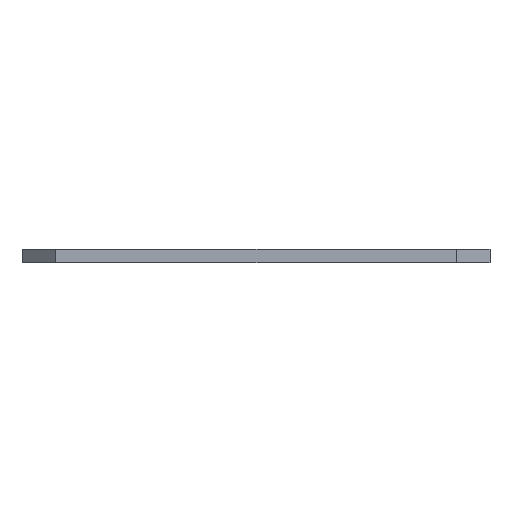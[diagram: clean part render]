
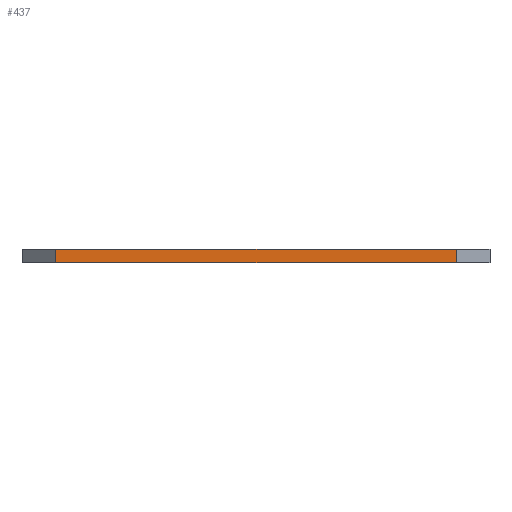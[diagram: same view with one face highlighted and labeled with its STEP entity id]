
A CAD part, front view. The second image highlights one B-rep face of the part: STEP entity #437.
In plain terms, the highlighted planar face has unit normal (0, -1, 0).
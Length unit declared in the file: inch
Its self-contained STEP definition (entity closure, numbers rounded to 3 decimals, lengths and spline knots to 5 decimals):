
#4 = CARTESIAN_POINT ( 'NONE',  ( 1.49, -0.5, 0.04921 ) ) ;
#19 = LINE ( 'NONE', #452, #943 ) ;
#90 = AXIS2_PLACEMENT_3D ( 'NONE', #267, #789, #152 ) ;
#146 = VERTEX_POINT ( 'NONE', #1319 ) ;
#152 = DIRECTION ( 'NONE',  ( 1., 0., 0. ) ) ;
#206 = LINE ( 'NONE', #4, #568 ) ;
#267 = CARTESIAN_POINT ( 'NONE',  ( 0., -0.5, 0.04921 ) ) ;
#323 = CARTESIAN_POINT ( 'NONE',  ( -1.49, -0.5, 0.04921 ) ) ;
#339 = DIRECTION ( 'NONE',  ( -1., 0., 0. ) ) ;
#342 = VERTEX_POINT ( 'NONE', #323 ) ;
#437 = ADVANCED_FACE ( 'NONE', ( #910 ), #669, .T. ) ;
#452 = CARTESIAN_POINT ( 'NONE',  ( 0., -0.5, 0.04921 ) ) ;
#539 = ORIENTED_EDGE ( 'NONE', *, *, #1254, .T. ) ;
#568 = VECTOR ( 'NONE', #727, 39.37008 ) ;
#571 = LINE ( 'NONE', #999, #1079 ) ;
#617 = LINE ( 'NONE', #1046, #647 ) ;
#641 = EDGE_CURVE ( 'NONE', #1093, #814, #617, .T. ) ;
#647 = VECTOR ( 'NONE', #951, 39.37008 ) ;
#664 = EDGE_LOOP ( 'NONE', ( #1049, #792, #906, #539 ) ) ;
#669 = PLANE ( 'NONE',  #90 ) ;
#727 = DIRECTION ( 'NONE',  ( 0., 0., 1. ) ) ;
#753 = EDGE_CURVE ( 'NONE', #146, #342, #19, .T. ) ;
#789 = DIRECTION ( 'NONE',  ( 0., -1., 0. ) ) ;
#792 = ORIENTED_EDGE ( 'NONE', *, *, #1374, .T. ) ;
#814 = VERTEX_POINT ( 'NONE', #1106 ) ;
#846 = DIRECTION ( 'NONE',  ( 0., 0., -1. ) ) ;
#906 = ORIENTED_EDGE ( 'NONE', *, *, #753, .T. ) ;
#910 = FACE_OUTER_BOUND ( 'NONE', #664, .T. ) ;
#943 = VECTOR ( 'NONE', #339, 39.37008 ) ;
#951 = DIRECTION ( 'NONE',  ( -1., 0., 0. ) ) ;
#999 = CARTESIAN_POINT ( 'NONE',  ( -1.49, -0.5, 0.04921 ) ) ;
#1046 = CARTESIAN_POINT ( 'NONE',  ( 0., -0.5, -0.04921 ) ) ;
#1049 = ORIENTED_EDGE ( 'NONE', *, *, #641, .F. ) ;
#1079 = VECTOR ( 'NONE', #846, 39.37008 ) ;
#1093 = VERTEX_POINT ( 'NONE', #1350 ) ;
#1106 = CARTESIAN_POINT ( 'NONE',  ( -1.49, -0.5, -0.04921 ) ) ;
#1254 = EDGE_CURVE ( 'NONE', #342, #814, #571, .T. ) ;
#1319 = CARTESIAN_POINT ( 'NONE',  ( 1.49, -0.5, 0.04921 ) ) ;
#1350 = CARTESIAN_POINT ( 'NONE',  ( 1.49, -0.5, -0.04921 ) ) ;
#1374 = EDGE_CURVE ( 'NONE', #1093, #146, #206, .T. ) ;
